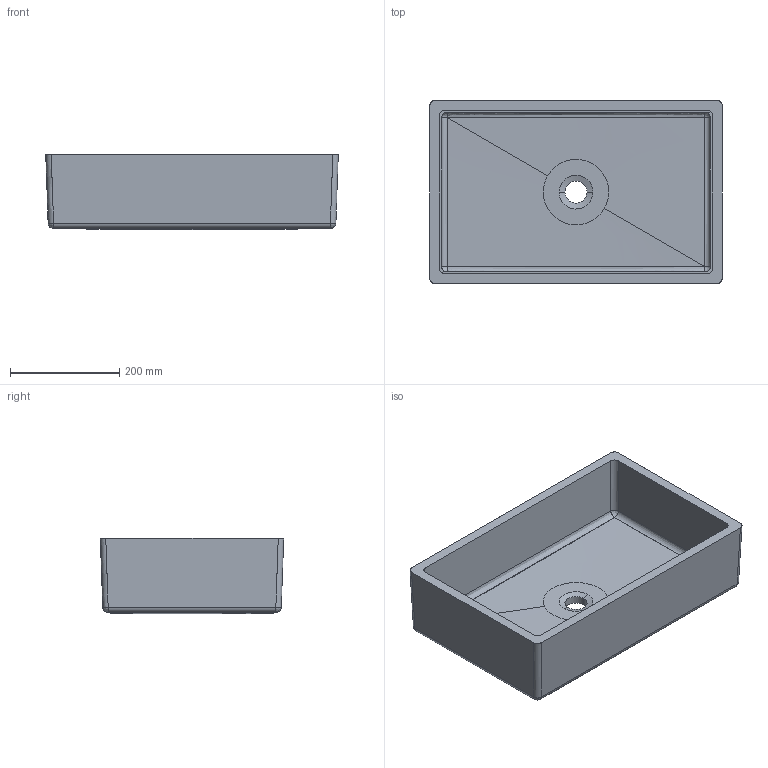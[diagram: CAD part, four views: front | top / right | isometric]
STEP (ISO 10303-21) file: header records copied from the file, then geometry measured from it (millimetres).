
FILE_DESCRIPTION(/* description */ (''),/* implementation_level */ '2;1');
FILE_NAME(/* name */ 'BLOCKV~1',/* time_stamp */ '2022-02-10T15:00:19+02:00',/* author */ (''),/* organization */ (''),/* preprocessor_version */ 'ST-DEVELOPER v15',/* originating_system */ '',/* authorisation */ '');
FILE_SCHEMA (('AUTOMOTIVE_DESIGN'));
Length unit declared in the file: millimetre
Products named in the file (1): Document
Bounding box: 536.02 x 336.02 x 138.46 mm (x, y, z)
Surface area: 580270 mm2 (no closed solid volume)
Topology: 0 solids, 40 shells, 40 faces, 184 edges, 176 vertices
Faces by surface type: bspline 28, plane 12
Entity records: 2596 total; most frequent: CARTESIAN_POINT 1646, ORIENTED_EDGE 176, EDGE_CURVE 176, VERTEX_POINT 176, B_SPLINE_CURVE_WITH_KNOTS 112, EDGE_LOOP 44, PRESENTATION_LAYER_ASSIGNMENT 40, SHELL_BASED_SURFACE_MODEL 40
